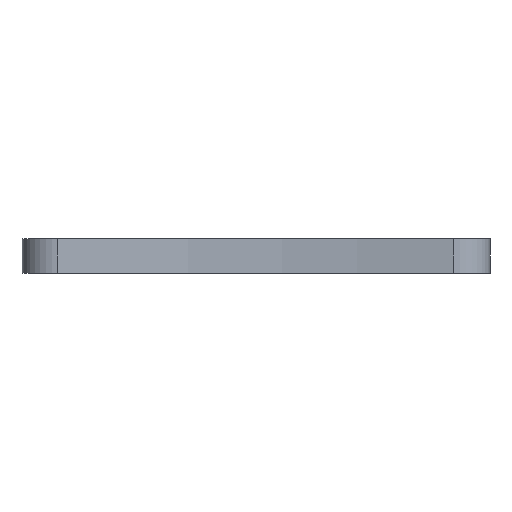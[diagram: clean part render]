
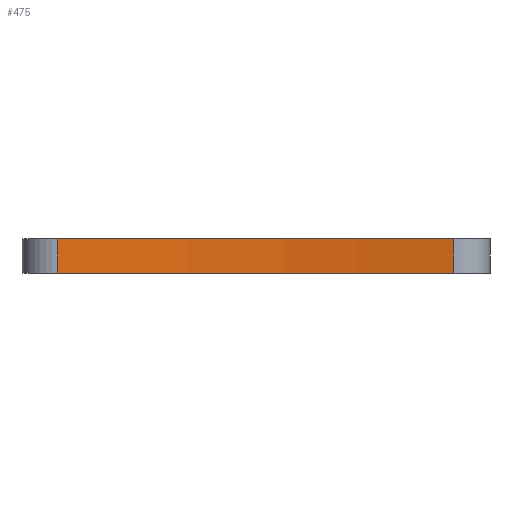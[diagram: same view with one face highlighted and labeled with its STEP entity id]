
A CAD part, left-side view. The second image highlights one B-rep face of the part: STEP entity #475.
In plain terms, the highlighted free-form (B-spline) face has degree [4, 1] with [5, 2] control points.
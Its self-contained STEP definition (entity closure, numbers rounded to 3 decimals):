
#43=B_SPLINE_CURVE_WITH_KNOTS('',4,(#903,#904,#905,#906,#907),
 .UNSPECIFIED.,.F.,.F.,(5,5),(1.,2.),.UNSPECIFIED.);
#44=B_SPLINE_CURVE_WITH_KNOTS('',4,(#909,#910,#911,#912,#913),
 .UNSPECIFIED.,.F.,.F.,(5,5),(1.,2.),.UNSPECIFIED.);
#55=B_SPLINE_SURFACE_WITH_KNOTS('',4,1,((#892,#893),(#894,#895),(#896,#897),
(#898,#899),(#900,#901)),.UNSPECIFIED.,.F.,.F.,.F.,(5,5),(2,2),(1.,2.),
(0.,0.95),.UNSPECIFIED.);
#77=FACE_OUTER_BOUND('',#102,.T.);
#102=EDGE_LOOP('',(#384,#385,#386,#387));
#137=LINE('',#891,#160);
#138=LINE('',#914,#161);
#160=VECTOR('',#635,10.);
#161=VECTOR('',#636,10.);
#229=VERTEX_POINT('',#887);
#230=VERTEX_POINT('',#889);
#231=VERTEX_POINT('',#902);
#232=VERTEX_POINT('',#908);
#295=EDGE_CURVE('',#229,#230,#137,.T.);
#296=EDGE_CURVE('',#231,#229,#43,.T.);
#297=EDGE_CURVE('',#232,#230,#44,.T.);
#298=EDGE_CURVE('',#231,#232,#138,.T.);
#384=ORIENTED_EDGE('',*,*,#296,.T.);
#385=ORIENTED_EDGE('',*,*,#295,.T.);
#386=ORIENTED_EDGE('',*,*,#297,.F.);
#387=ORIENTED_EDGE('',*,*,#298,.F.);
#475=ADVANCED_FACE('',(#77),#55,.T.);
#635=DIRECTION('',(0.,0.,1.));
#636=DIRECTION('',(0.,0.,1.));
#887=CARTESIAN_POINT('',(-100.,-55.,0.));
#889=CARTESIAN_POINT('',(-100.,-55.,9.5));
#891=CARTESIAN_POINT('',(-100.,-55.,0.));
#892=CARTESIAN_POINT('Ctrl Pts',(-100.,55.,0.));
#893=CARTESIAN_POINT('Ctrl Pts',(-100.,55.,9.5));
#894=CARTESIAN_POINT('Ctrl Pts',(-93.723,20.234,0.));
#895=CARTESIAN_POINT('Ctrl Pts',(-93.723,20.234,9.5));
#896=CARTESIAN_POINT('Ctrl Pts',(-93.723,2.334,0.));
#897=CARTESIAN_POINT('Ctrl Pts',(-93.723,2.334,9.5));
#898=CARTESIAN_POINT('Ctrl Pts',(-93.723,-15.571,0.));
#899=CARTESIAN_POINT('Ctrl Pts',(-93.723,-15.571,9.5));
#900=CARTESIAN_POINT('Ctrl Pts',(-100.,-55.,0.));
#901=CARTESIAN_POINT('Ctrl Pts',(-100.,-55.,9.5));
#902=CARTESIAN_POINT('',(-100.,55.,0.));
#903=CARTESIAN_POINT('Ctrl Pts',(-100.,55.,0.));
#904=CARTESIAN_POINT('Ctrl Pts',(-93.723,20.234,0.));
#905=CARTESIAN_POINT('Ctrl Pts',(-93.723,2.334,0.));
#906=CARTESIAN_POINT('Ctrl Pts',(-93.723,-15.571,0.));
#907=CARTESIAN_POINT('Ctrl Pts',(-100.,-55.,0.));
#908=CARTESIAN_POINT('',(-100.,55.,9.5));
#909=CARTESIAN_POINT('Ctrl Pts',(-100.,55.,9.5));
#910=CARTESIAN_POINT('Ctrl Pts',(-93.723,20.234,9.5));
#911=CARTESIAN_POINT('Ctrl Pts',(-93.723,2.334,9.5));
#912=CARTESIAN_POINT('Ctrl Pts',(-93.723,-15.571,9.5));
#913=CARTESIAN_POINT('Ctrl Pts',(-100.,-55.,9.5));
#914=CARTESIAN_POINT('',(-100.,55.,0.));
